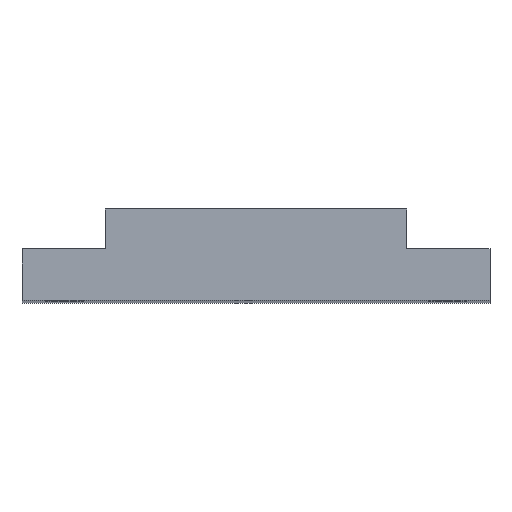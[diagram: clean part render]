
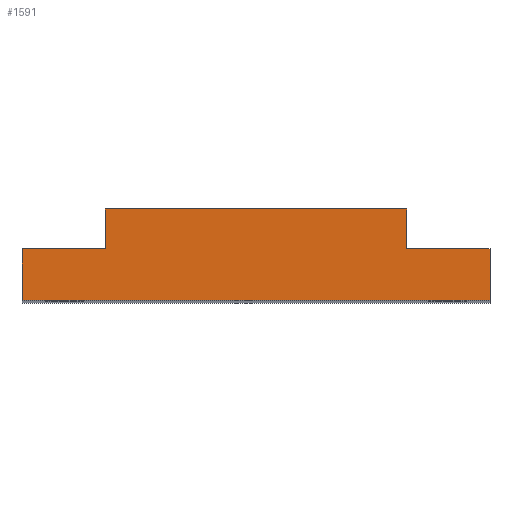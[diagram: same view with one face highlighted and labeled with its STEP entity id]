
A CAD part, top view. The second image highlights one B-rep face of the part: STEP entity #1591.
In plain terms, the highlighted planar face has unit normal (0, 0, 1).
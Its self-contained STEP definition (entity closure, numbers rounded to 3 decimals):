
#26 = LINE ( 'NONE', #650, #936 ) ;
#32 = DIRECTION ( 'NONE',  ( 0., 1., 0. ) ) ;
#49 = EDGE_CURVE ( 'NONE', #731, #1047, #723, .T. ) ;
#65 = VECTOR ( 'NONE', #378, 1000. ) ;
#109 = DIRECTION ( 'NONE',  ( 0., 1., 0. ) ) ;
#143 = DIRECTION ( 'NONE',  ( -1., 0., 0. ) ) ;
#144 = ORIENTED_EDGE ( 'NONE', *, *, #1309, .F. ) ;
#150 = DIRECTION ( 'NONE',  ( 0., 1., 0. ) ) ;
#152 = VERTEX_POINT ( 'NONE', #391 ) ;
#155 = CARTESIAN_POINT ( 'NONE',  ( 55., 0., 200. ) ) ;
#158 = LINE ( 'NONE', #529, #1028 ) ;
#192 = DIRECTION ( 'NONE',  ( 1., 0., 0. ) ) ;
#253 = ORIENTED_EDGE ( 'NONE', *, *, #781, .T. ) ;
#268 = LINE ( 'NONE', #276, #804 ) ;
#276 = CARTESIAN_POINT ( 'NONE',  ( 0., 0., 200. ) ) ;
#329 = LINE ( 'NONE', #1191, #1075 ) ;
#378 = DIRECTION ( 'NONE',  ( 1., 0., 0. ) ) ;
#385 = FACE_OUTER_BOUND ( 'NONE', #1446, .T. ) ;
#391 = CARTESIAN_POINT ( 'NONE',  ( 45.2, 6., 200. ) ) ;
#410 = EDGE_CURVE ( 'NONE', #1144, #731, #329, .T. ) ;
#457 = CARTESIAN_POINT ( 'NONE',  ( 9.8, 10.7, 200. ) ) ;
#504 = LINE ( 'NONE', #1494, #65 ) ;
#508 = CARTESIAN_POINT ( 'NONE',  ( 0., 0., 200. ) ) ;
#512 = EDGE_CURVE ( 'NONE', #805, #914, #1040, .T. ) ;
#525 = CARTESIAN_POINT ( 'NONE',  ( 0., 6., 200. ) ) ;
#529 = CARTESIAN_POINT ( 'NONE',  ( 55., 0., 200. ) ) ;
#642 = DIRECTION ( 'NONE',  ( 1., 0., 0. ) ) ;
#650 = CARTESIAN_POINT ( 'NONE',  ( 45.2, 6., 200. ) ) ;
#723 = LINE ( 'NONE', #1465, #1520 ) ;
#731 = VERTEX_POINT ( 'NONE', #457 ) ;
#756 = VECTOR ( 'NONE', #32, 1000. ) ;
#781 = EDGE_CURVE ( 'NONE', #914, #1448, #158, .T. ) ;
#798 = ORIENTED_EDGE ( 'NONE', *, *, #901, .F. ) ;
#802 = CARTESIAN_POINT ( 'NONE',  ( 55., 6., 200. ) ) ;
#804 = VECTOR ( 'NONE', #150, 1000. ) ;
#805 = VERTEX_POINT ( 'NONE', #1000 ) ;
#814 = ORIENTED_EDGE ( 'NONE', *, *, #410, .F. ) ;
#826 = ORIENTED_EDGE ( 'NONE', *, *, #1242, .F. ) ;
#830 = EDGE_CURVE ( 'NONE', #152, #1047, #1375, .T. ) ;
#845 = AXIS2_PLACEMENT_3D ( 'NONE', #508, #1231, #143 ) ;
#901 = EDGE_CURVE ( 'NONE', #805, #921, #268, .T. ) ;
#914 = VERTEX_POINT ( 'NONE', #155 ) ;
#921 = VERTEX_POINT ( 'NONE', #525 ) ;
#936 = VECTOR ( 'NONE', #642, 1000. ) ;
#975 = ORIENTED_EDGE ( 'NONE', *, *, #49, .F. ) ;
#1000 = CARTESIAN_POINT ( 'NONE',  ( 0., 0., 200. ) ) ;
#1028 = VECTOR ( 'NONE', #1117, 1000. ) ;
#1040 = LINE ( 'NONE', #1306, #1237 ) ;
#1047 = VERTEX_POINT ( 'NONE', #1562 ) ;
#1075 = VECTOR ( 'NONE', #109, 1000. ) ;
#1117 = DIRECTION ( 'NONE',  ( 0., 1., 0. ) ) ;
#1120 = PLANE ( 'NONE',  #845 ) ;
#1144 = VERTEX_POINT ( 'NONE', #1458 ) ;
#1191 = CARTESIAN_POINT ( 'NONE',  ( 9.8, 6., 200. ) ) ;
#1210 = ORIENTED_EDGE ( 'NONE', *, *, #512, .T. ) ;
#1231 = DIRECTION ( 'NONE',  ( 0., 0., -1. ) ) ;
#1237 = VECTOR ( 'NONE', #192, 1000. ) ;
#1242 = EDGE_CURVE ( 'NONE', #152, #1448, #26, .T. ) ;
#1306 = CARTESIAN_POINT ( 'NONE',  ( 0., 0., 200. ) ) ;
#1309 = EDGE_CURVE ( 'NONE', #921, #1144, #504, .T. ) ;
#1346 = ORIENTED_EDGE ( 'NONE', *, *, #830, .T. ) ;
#1375 = LINE ( 'NONE', #1513, #756 ) ;
#1446 = EDGE_LOOP ( 'NONE', ( #1346, #975, #814, #144, #798, #1210, #253, #826 ) ) ;
#1448 = VERTEX_POINT ( 'NONE', #802 ) ;
#1458 = CARTESIAN_POINT ( 'NONE',  ( 9.8, 6., 200. ) ) ;
#1465 = CARTESIAN_POINT ( 'NONE',  ( 9.8, 10.7, 200. ) ) ;
#1494 = CARTESIAN_POINT ( 'NONE',  ( 0., 6., 200. ) ) ;
#1513 = CARTESIAN_POINT ( 'NONE',  ( 45.2, 6., 200. ) ) ;
#1520 = VECTOR ( 'NONE', #1569, 1000. ) ;
#1562 = CARTESIAN_POINT ( 'NONE',  ( 45.2, 10.7, 200. ) ) ;
#1569 = DIRECTION ( 'NONE',  ( 1., 0., 0. ) ) ;
#1591 = ADVANCED_FACE ( 'NONE', ( #385 ), #1120, .F. ) ;
